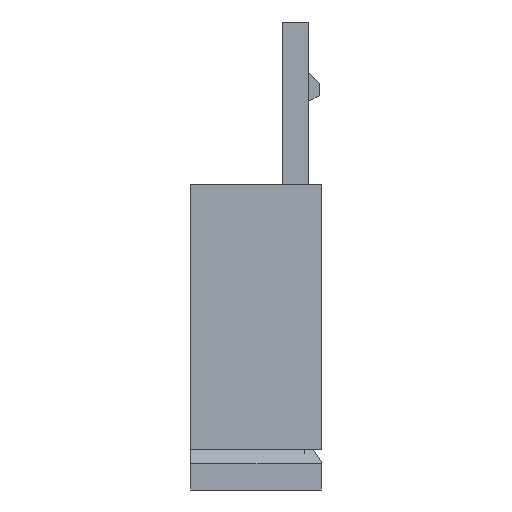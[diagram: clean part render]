
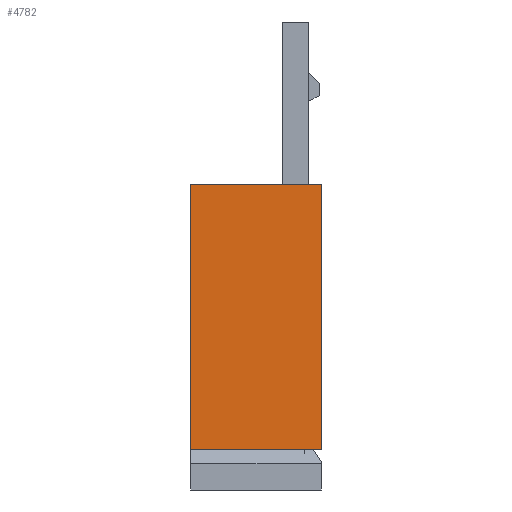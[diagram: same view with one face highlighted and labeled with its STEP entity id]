
A CAD part, front view. The second image highlights one B-rep face of the part: STEP entity #4782.
In plain terms, the highlighted planar face has unit normal (0, -1, 0).
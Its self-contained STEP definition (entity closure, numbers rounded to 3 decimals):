
#388=DIRECTION('',(1.,0.,0.));
#389=VECTOR('',#388,16.);
#390=CARTESIAN_POINT('',(-16.,-91.75,0.));
#391=LINE('',#390,#389);
#395=DIRECTION('',(0.,0.,1.));
#396=VECTOR('',#395,32.5);
#397=CARTESIAN_POINT('',(-16.,-91.75,-32.5));
#398=LINE('',#397,#396);
#423=DIRECTION('',(0.,0.,1.));
#424=VECTOR('',#423,32.5);
#425=CARTESIAN_POINT('',(0.,-91.75,-32.5));
#426=LINE('',#425,#424);
#1193=DIRECTION('',(1.,0.,0.));
#1194=VECTOR('',#1193,16.);
#1195=CARTESIAN_POINT('',(-16.,-91.75,-32.5));
#1196=LINE('',#1195,#1194);
#3951=CARTESIAN_POINT('',(0.,-91.75,0.));
#3952=VERTEX_POINT('',#3951);
#3953=CARTESIAN_POINT('',(-16.,-91.75,0.));
#3954=VERTEX_POINT('',#3953);
#4007=CARTESIAN_POINT('',(-16.,-91.75,-32.5));
#4008=VERTEX_POINT('',#4007);
#4015=CARTESIAN_POINT('',(0.,-91.75,-32.5));
#4016=VERTEX_POINT('',#4015);
#4769=CARTESIAN_POINT('',(0.,-91.75,5.359));
#4770=DIRECTION('',(0.,1.,0.));
#4771=DIRECTION('',(0.,0.,-1.));
#4772=AXIS2_PLACEMENT_3D('',#4769,#4770,#4771);
#4773=PLANE('',#4772);
#4774=ORIENTED_EDGE('',*,*,#4668,.T.);
#4776=ORIENTED_EDGE('',*,*,#4775,.F.);
#4778=ORIENTED_EDGE('',*,*,#4777,.F.);
#4779=ORIENTED_EDGE('',*,*,#4755,.T.);
#4780=EDGE_LOOP('',(#4774,#4776,#4778,#4779));
#4781=FACE_OUTER_BOUND('',#4780,.F.);
#4668=EDGE_CURVE('',#3954,#3952,#391,.T.);
#4755=EDGE_CURVE('',#4008,#3954,#398,.T.);
#4775=EDGE_CURVE('',#4016,#3952,#426,.T.);
#4777=EDGE_CURVE('',#4008,#4016,#1196,.T.);
#4782=ADVANCED_FACE('',(#4781),#4773,.F.);
